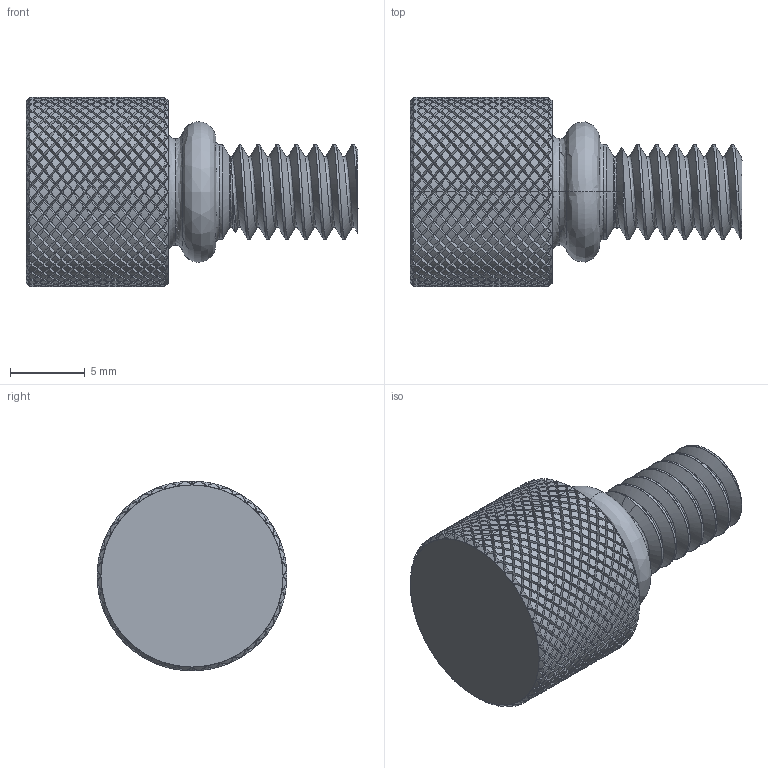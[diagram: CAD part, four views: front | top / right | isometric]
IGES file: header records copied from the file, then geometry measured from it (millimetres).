
Start section: SolidWorks IGES file using analytic representation for surfaces
Global section: file name: B001OO0ASI.3D.IGS; native system: SolidWorks 2012; preprocessor: SolidWorks 2012; author: solidworks; date: 130730.181656; units: inch
Bounding box: 22.23 x 12.7 x 12.7 mm (x, y, z)
Surface area: 1315.1 mm2 (no closed solid volume)
Topology: 0 solids, 0 shells, 4900 faces, 20460 edges, 20460 vertices
Faces by surface type: bspline 3860, revolution 1040
